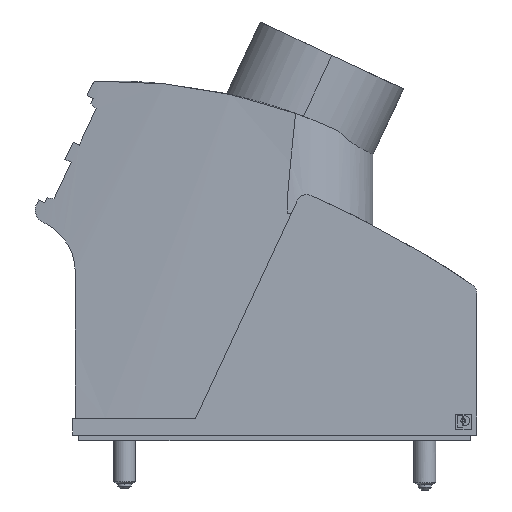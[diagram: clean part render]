
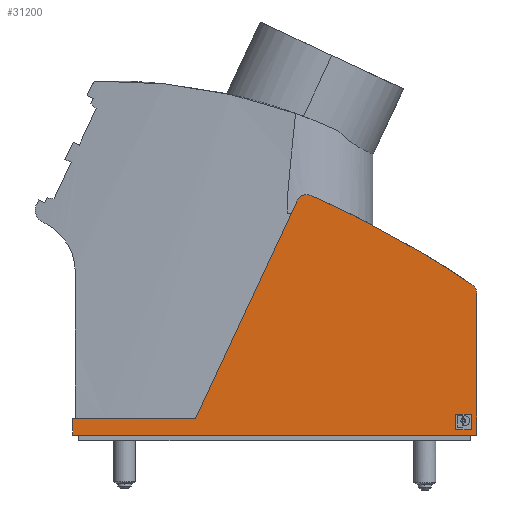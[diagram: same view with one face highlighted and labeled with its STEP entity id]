
A CAD part, left-side view. The second image highlights one B-rep face of the part: STEP entity #31200.
In plain terms, the highlighted face is planar.
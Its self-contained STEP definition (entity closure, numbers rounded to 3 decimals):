
#7610=CARTESIAN_POINT('',(-919.247,121.75,
-979.223));
#7620=VERTEX_POINT('',#7610);
#7790=CARTESIAN_POINT('',(-919.247,121.75,
-953.282));
#7800=VERTEX_POINT('',#7790);
#7830=CARTESIAN_POINT('',(-919.247,121.75,
54.114));
#7840=DIRECTION('',(0.,0.,1.));
#7850=VECTOR('',#7840,1.);
#7860=LINE('',#7830,#7850);
#7870=EDGE_CURVE('',#7620,#7800,#7860,.T.);
#10350=CARTESIAN_POINT('',(-915.397,121.75,
54.114));
#10360=DIRECTION('',(0.,0.,-1.));
#10370=VECTOR('',#10360,1.);
#10380=LINE('',#10350,#10370);
#10390=CARTESIAN_POINT('',(-915.397,121.75,
-954.482));
#10400=VERTEX_POINT('',#10390);
#10410=CARTESIAN_POINT('',(-915.397,121.75,
-956.931));
#10420=VERTEX_POINT('',#10410);
#10430=EDGE_CURVE('',#10400,#10420,#10380,.T.);
#10820=CARTESIAN_POINT('',(-396.592,121.75,
54.114));
#10830=DIRECTION('',(0.423,0.,0.906));
#10840=VECTOR('',#10830,1.);
#10850=LINE('',#10820,#10840);
#10860=CARTESIAN_POINT('',(-886.334,121.75,
-996.14));
#10870=VERTEX_POINT('',#10860);
#10880=CARTESIAN_POINT('',(-867.747,121.75,
-956.282));
#10890=VERTEX_POINT('',#10880);
#10900=EDGE_CURVE('',#10870,#10890,#10850,.T.);
#11370=CARTESIAN_POINT('',(-888.146,121.75,
-995.294));
#11380=DIRECTION('',(0.,-1.,0.));
#11390=DIRECTION('',(-1.,0.,0.));
#11400=AXIS2_PLACEMENT_3D('',#11370,#11380,#11390);
#11410=CIRCLE('',#11400,2.);
#11420=CARTESIAN_POINT('',(-888.952,121.75,
-997.125));
#11430=VERTEX_POINT('',#11420);
#11440=EDGE_CURVE('',#11430,#10870,#11410,.T.);
#13350=CARTESIAN_POINT('',(-918.047,121.75,
-956.931));
#13360=DIRECTION('',(0.,-1.,0.));
#13370=DIRECTION('',(-1.,0.,0.));
#13380=AXIS2_PLACEMENT_3D('',#13350,#13360,#13370);
#13390=CIRCLE('',#13380,0.2);
#13400=CARTESIAN_POINT('',(-918.247,121.75,
-956.931));
#13410=VERTEX_POINT('',#13400);
#13420=CARTESIAN_POINT('',(-918.047,121.75,
-957.132));
#13430=VERTEX_POINT('',#13420);
#13440=EDGE_CURVE('',#13410,#13430,#13390,.T.);
#23820=CARTESIAN_POINT('',(-915.598,121.75,
-954.482));
#23830=DIRECTION('',(0.,-1.,0.));
#23840=DIRECTION('',(-1.,0.,0.));
#23850=AXIS2_PLACEMENT_3D('',#23820,#23830,#23840);
#23860=CIRCLE('',#23850,0.2);
#23870=CARTESIAN_POINT('',(-915.598,121.75,
-954.282));
#23880=VERTEX_POINT('',#23870);
#23890=EDGE_CURVE('',#10400,#23880,#23860,.T.);
#24950=CARTESIAN_POINT('',(-915.598,121.75,
-956.931));
#24960=DIRECTION('',(0.,-1.,0.));
#24970=DIRECTION('',(-1.,0.,0.));
#24980=AXIS2_PLACEMENT_3D('',#24950,#24960,#24970);
#24990=CIRCLE('',#24980,0.2);
#25000=CARTESIAN_POINT('',(-915.598,121.75,
-957.132));
#25010=VERTEX_POINT('',#25000);
#25020=EDGE_CURVE('',#25010,#10420,#24990,.T.);
#25350=CARTESIAN_POINT('',(-262.742,121.75,
-957.132));
#25360=DIRECTION('',(-1.,0.,0.));
#25370=VECTOR('',#25360,1.);
#25380=LINE('',#25350,#25370);
#25390=EDGE_CURVE('',#25010,#13430,#25380,.T.);
#30330=CARTESIAN_POINT('',(-892.532,121.75,
-972.885));
#30340=DIRECTION('',(0.,1.,-0.));
#30350=DIRECTION('',(-1.,0.,0.));
#30360=AXIS2_PLACEMENT_3D('',#30330,#30340,#30350);
#30370=PLANE('',#30360);
#30380=CARTESIAN_POINT('',(-845.247,121.75,
54.114));
#30390=DIRECTION('',(0.,0.,1.));
#30400=VECTOR('',#30390,1.);
#30410=LINE('',#30380,#30400);
#30420=CARTESIAN_POINT('',(-845.247,121.75,
-956.282));
#30430=VERTEX_POINT('',#30420);
#30440=CARTESIAN_POINT('',(-845.247,121.75,
-953.282));
#30450=VERTEX_POINT('',#30440);
#30460=EDGE_CURVE('',#30430,#30450,#30410,.T.);
#30470=ORIENTED_EDGE('',*,*,#30460,.T.);
#30480=CARTESIAN_POINT('',(-262.742,121.75,
-956.282));
#30490=DIRECTION('',(1.,0.,0.));
#30500=VECTOR('',#30490,1.);
#30510=LINE('',#30480,#30500);
#30520=EDGE_CURVE('',#10890,#30430,#30510,.T.);
#30530=ORIENTED_EDGE('',*,*,#30520,.T.);
#30540=ORIENTED_EDGE('',*,*,#10900,.T.);
#30550=ORIENTED_EDGE('',*,*,#11440,.T.);
#30560=CARTESIAN_POINT('',(-822.499,121.75,
-846.098));
#30570=DIRECTION('',(0.,-1.,0.));
#30580=DIRECTION('',(-1.,0.,0.));
#30590=AXIS2_PLACEMENT_3D('',#30560,#30570,#30580);
#30600=CIRCLE('',#30590,165.);
#30610=CARTESIAN_POINT('',(-904.256,121.75,
-989.419));
#30620=VERTEX_POINT('',#30610);
#30630=EDGE_CURVE('',#30620,#11430,#30600,.T.);
#30640=ORIENTED_EDGE('',*,*,#30630,.T.);
#30650=CARTESIAN_POINT('',(-825.999,121.75,
-844.158));
#30660=DIRECTION('',(0.,-1.,0.));
#30670=DIRECTION('',(-1.,0.,0.));
#30680=AXIS2_PLACEMENT_3D('',#30650,#30660,#30670);
#30690=CIRCLE('',#30680,165.);
#30700=CARTESIAN_POINT('',(-918.367,121.75,
-980.88));
#30710=VERTEX_POINT('',#30700);
#30720=EDGE_CURVE('',#30710,#30620,#30690,.T.);
#30730=ORIENTED_EDGE('',*,*,#30720,.T.);
#30740=CARTESIAN_POINT('',(-917.247,121.75,
-979.223));
#30750=DIRECTION('',(0.,-1.,0.));
#30760=DIRECTION('',(-1.,0.,0.));
#30770=AXIS2_PLACEMENT_3D('',#30740,#30750,#30760);
#30780=CIRCLE('',#30770,2.);
#30790=EDGE_CURVE('',#7620,#30710,#30780,.T.);
#30800=ORIENTED_EDGE('',*,*,#30790,.T.);
#30810=ORIENTED_EDGE('',*,*,#7870,.F.);
#30820=CARTESIAN_POINT('',(-262.742,121.75,
-953.282));
#30830=DIRECTION('',(-1.,0.,0.));
#30840=VECTOR('',#30830,1.);
#30850=LINE('',#30820,#30840);
#30860=EDGE_CURVE('',#30450,#7800,#30850,.T.);
#30870=ORIENTED_EDGE('',*,*,#30860,.T.);
#30880=EDGE_LOOP('',(#30870,#30810,#30800,#30730,#30640,#30550,#30540,
#30530,#30470));
#30890=FACE_OUTER_BOUND('',#30880,.T.);
#30900=ORIENTED_EDGE('',*,*,#23890,.F.);
#30910=CARTESIAN_POINT('',(-262.742,121.75,
-954.282));
#30920=DIRECTION('',(1.,0.,0.));
#30930=VECTOR('',#30920,1.);
#30940=LINE('',#30910,#30930);
#30950=CARTESIAN_POINT('',(-918.047,121.75,
-954.282));
#30960=VERTEX_POINT('',#30950);
#30970=EDGE_CURVE('',#30960,#23880,#30940,.T.);
#30980=ORIENTED_EDGE('',*,*,#30970,.T.);
#30990=CARTESIAN_POINT('',(-918.047,121.75,
-954.482));
#31000=DIRECTION('',(0.,-1.,0.));
#31010=DIRECTION('',(-1.,0.,0.));
#31020=AXIS2_PLACEMENT_3D('',#30990,#31000,#31010);
#31030=CIRCLE('',#31020,0.2);
#31040=CARTESIAN_POINT('',(-918.247,121.75,
-954.482));
#31050=VERTEX_POINT('',#31040);
#31060=EDGE_CURVE('',#30960,#31050,#31030,.T.);
#31070=ORIENTED_EDGE('',*,*,#31060,.F.);
#31080=CARTESIAN_POINT('',(-918.247,121.75,
54.114));
#31090=DIRECTION('',(0.,0.,1.));
#31100=VECTOR('',#31090,1.);
#31110=LINE('',#31080,#31100);
#31120=EDGE_CURVE('',#13410,#31050,#31110,.T.);
#31130=ORIENTED_EDGE('',*,*,#31120,.T.);
#31140=ORIENTED_EDGE('',*,*,#13440,.F.);
#31150=ORIENTED_EDGE('',*,*,#25390,.T.);
#31160=ORIENTED_EDGE('',*,*,#25020,.F.);
#31170=ORIENTED_EDGE('',*,*,#10430,.T.);
#31180=EDGE_LOOP('',(#31170,#31160,#31150,#31140,#31130,#31070,#30980,
#30900));
#31190=FACE_BOUND('',#31180,.T.);
#31200=ADVANCED_FACE('',(#30890,#31190),#30370,.F.);
